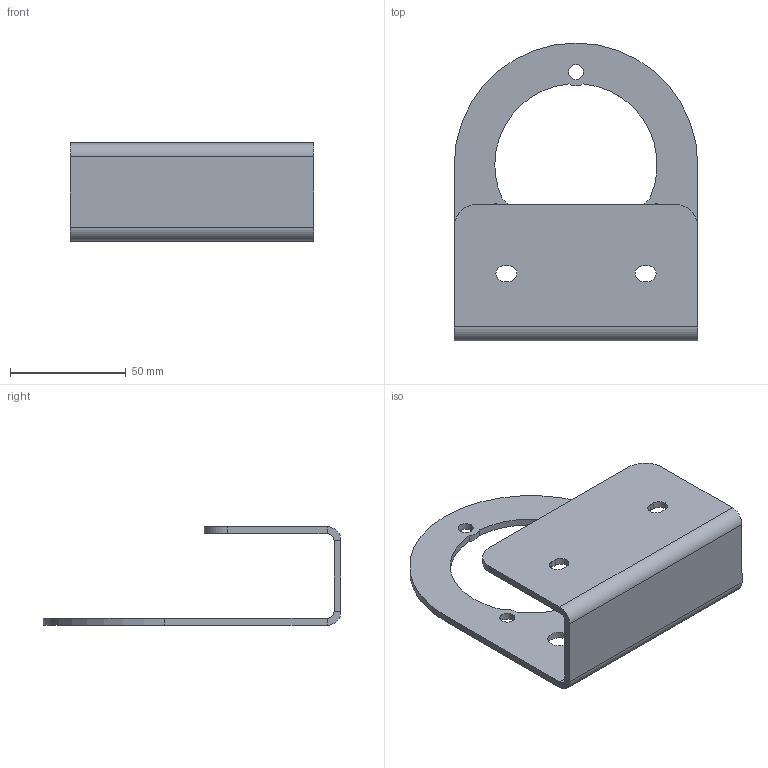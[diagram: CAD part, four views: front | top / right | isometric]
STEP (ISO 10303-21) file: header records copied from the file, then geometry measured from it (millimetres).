
FILE_DESCRIPTION (( 'STEP AP203' ), '1' );
FILE_NAME ('Proto-tôle.STEP', '2024-09-12T21:09:44', ( '' ), ( '' ), 'SwSTEP 2.0', 'SolidWorks 2021', '' );
FILE_SCHEMA (( 'CONFIG_CONTROL_DESIGN' ));
Length unit declared in the file: millimetre
Products named in the file (1): Proto-t犨e
Bounding box: 105 x 128.43 x 42.5 mm (x, y, z)
Volume: 53029.8 mm3; surface area: 38333 mm2
Topology: 1 solids, 1 shells, 52 faces, 134 edges, 84 vertices
Faces by surface type: cylinder 31, plane 21
Entity records: 1701 total; most frequent: DIRECTION 302, CARTESIAN_POINT 271, ORIENTED_EDGE 268, EDGE_CURVE 134, AXIS2_PLACEMENT_3D 115, VERTEX_POINT 84, VECTOR 72, LINE 72
